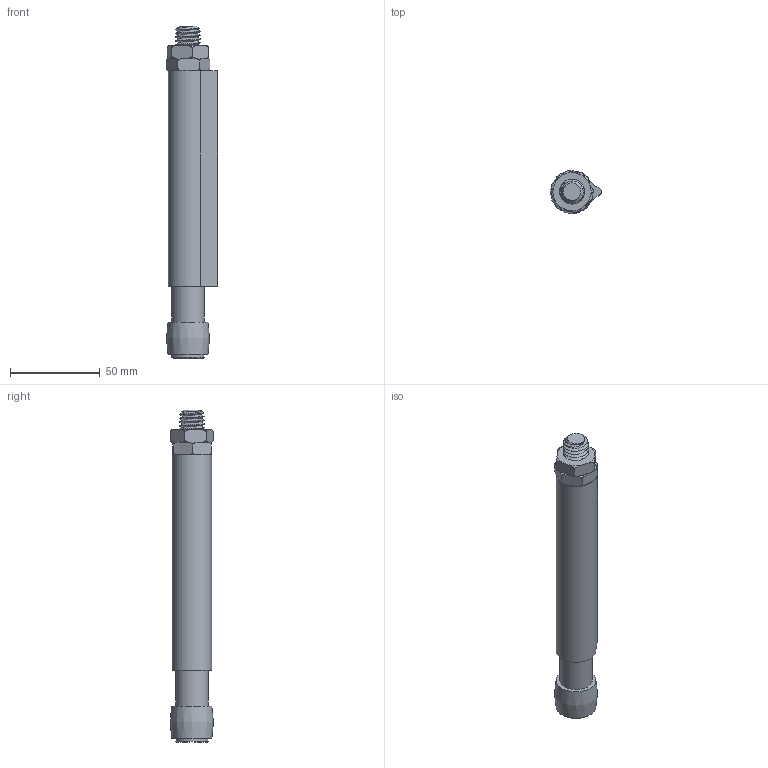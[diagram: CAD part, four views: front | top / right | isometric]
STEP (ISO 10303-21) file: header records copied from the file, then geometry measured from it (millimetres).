
FILE_DESCRIPTION((''),'2;1');
FILE_NAME('1106SOE.stp','2008-12-19T08:52:48',('Giuliano'),(''),'Autodesk Inventor 2009','Autodesk Inventor 2009','');
FILE_SCHEMA(('AUTOMOTIVE_DESIGN { 1 0 10303 214 1 1 1 1 }'));
Length unit declared in the file: millimetre
Products named in the file (1): Pièce13
Bounding box: 28.67 x 23.9 x 185 mm (x, y, z)
Volume: 68105.7 mm3; surface area: 29855.4 mm2
Topology: 1 solids, 1 shells, 94 faces, 224 edges, 140 vertices
Faces by surface type: plane 43, bspline 28, cylinder 19, torus 3, cone 1
Full cylindrical faces by diameter (mm): 13.8 x9, 14.1 x1, 14.3 x1, 14.5 x1, 18 x2, 18.5 x1
Entity records: 9410 total; most frequent: CARTESIAN_POINT 7568, ORIENTED_EDGE 370, DIRECTION 301, EDGE_CURVE 185, AXIS2_PLACEMENT_3D 125, VERTEX_POINT 120, EDGE_LOOP 105, STYLED_ITEM 86
